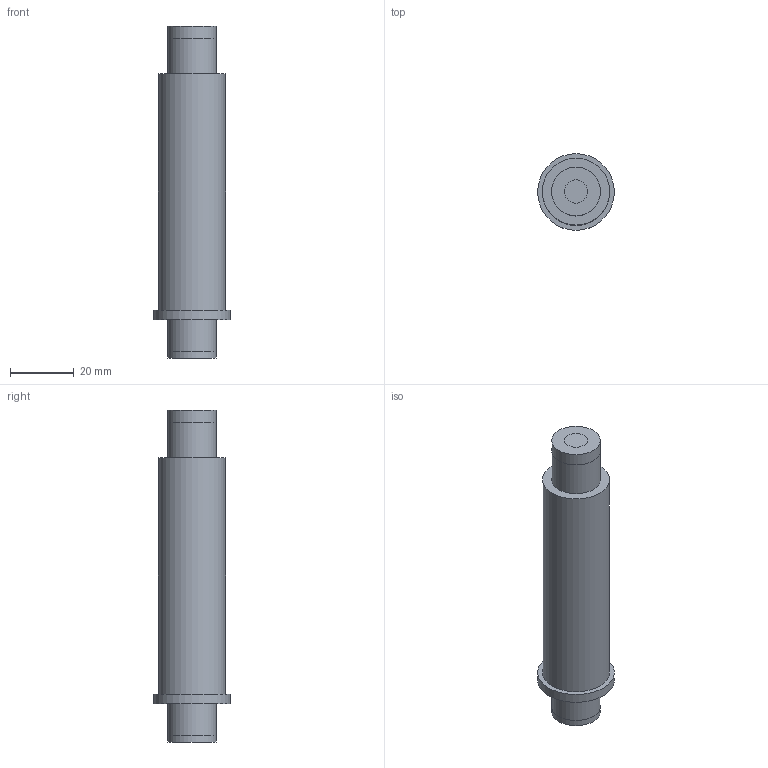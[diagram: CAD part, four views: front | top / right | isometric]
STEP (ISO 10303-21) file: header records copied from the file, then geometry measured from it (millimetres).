
FILE_DESCRIPTION(('FreeCAD Model'),'2;1');
FILE_NAME('Open CASCADE Shape Model','2021-04-10T17:39:29',('Author'),( ''),'Open CASCADE STEP processor 7.4','FreeCAD','Unknown');
FILE_SCHEMA(('AUTOMOTIVE_DESIGN { 1 0 10303 214 1 1 1 1 }'));
Length unit declared in the file: millimetre
Products named in the file (12): AXE_DEMI_LUNE; Body; Sketch; Pad; Sketch001; Pad001; Fillet; Sketch002; Pad002; Sketch003; Pad003; Fillet001
Assembly tree (11 placements, depth 2):
  AXE_DEMI_LUNE
    Body
    Sketch
    Pad
    Sketch001
    Pad001
    Fillet
    Sketch002
    Pad002
    Sketch003
    Pad003
    Fillet001
Bounding box: 24 x 24 x 104 mm (x, y, z)
Surface area: 46298.4 mm2
Topology: 7 solids, 7 shells, 54 faces, 78 edges, 51 vertices
Faces by surface type: plane 27, cylinder 20, revolution 5, torus 2
Full cylindrical faces by diameter (mm): 15.3 x9, 21 x7, 24 x4
Entity records: 2525 total; most frequent: CARTESIAN_POINT 441, DIRECTION 397, ORIENTED_EDGE 148, PCURVE 148, DEFINITIONAL_REPRESENTATION 148, AXIS2_PLACEMENT_3D 119, LINE 118, VECTOR 118
